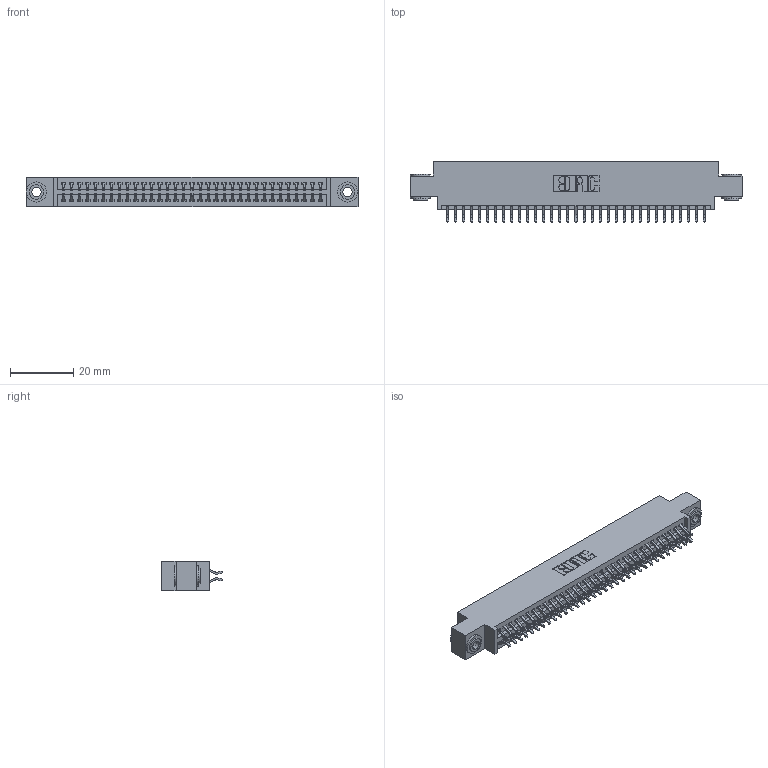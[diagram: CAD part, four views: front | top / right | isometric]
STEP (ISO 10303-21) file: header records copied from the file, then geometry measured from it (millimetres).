
FILE_DESCRIPTION (( 'STEP AP203' ), '1' );
FILE_NAME ('345-066-556-803.STEP', '2018-09-28T23:34:06', ( '' ), ( '' ), 'SwSTEP 2.0', 'SolidWorks 2016', '' );
FILE_SCHEMA (( 'CONFIG_CONTROL_DESIGN' ));
Length unit declared in the file: inch
Products named in the file (4): 345-292-001_556 Tail; 345-250-002_345-250-002-102; 345-066-556-803; 345 Part_0.170 Offset - 0.156 Dia-TH
Assembly tree (69 placements, depth 2):
  345-066-556-803
    345 Part_0.170 Offset - 0.156 Dia-TH
    345-292-001_556 Tail  x66
    345-250-002_345-250-002-102  x2
Bounding box: 105.03 x 19.24 x 9.4 mm (x, y, z)
Volume: 10022.5 mm3; surface area: 14931.2 mm2
Topology: 69 solids, 69 shells, 3864 faces, 11451 edges, 7542 vertices
Faces by surface type: plane 2536, cylinder 1320, cone 8
Entity records: 28106 total; most frequent: CARTESIAN_POINT 4711, ORIENTED_EDGE 4626, DIRECTION 4183, EDGE_CURVE 2313, LINE 2017, VECTOR 2017, VERTEX_POINT 1538, AXIS2_PLACEMENT_3D 1083
